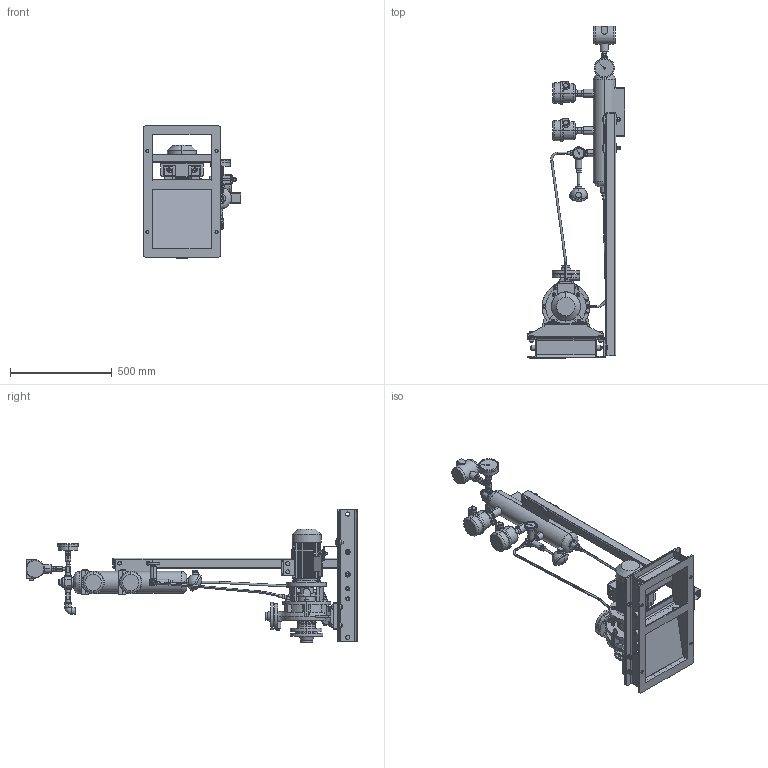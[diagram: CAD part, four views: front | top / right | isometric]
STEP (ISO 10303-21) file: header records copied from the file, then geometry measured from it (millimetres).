
FILE_DESCRIPTION (( 'STEP AP203' ), '1' );
FILE_NAME ('221-203-55Ò-ÐÑ2-08-02.step', '2023-07-26T12:56:26', ( 'adb' ), ( '' ), 'SwSTEP 2.0', 'SolidWorks 2016', '' );
FILE_SCHEMA (( 'CONFIG_CONTROL_DESIGN' ));
Products named in the file (1): 221-203-55Ò-ÐÑ2-08-02
Bounding box: 479 x 1630.5 x 655 mm (x, y, z)
Volume: 18943832 mm3; surface area: 3610570.3 mm2
Topology: 32 solids, 45 shells, 3071 faces, 7811 edges, 5023 vertices
Faces by surface type: plane 1563, cylinder 1114, cone 280, torus 63, bspline 41, sphere 10
Entity records: 106954 total; most frequent: CARTESIAN_POINT 31908, DIRECTION 15836, ORIENTED_EDGE 15590, EDGE_CURVE 7795, AXIS2_PLACEMENT_3D 5992, VERTEX_POINT 5017, LINE 3852, VECTOR 3852
